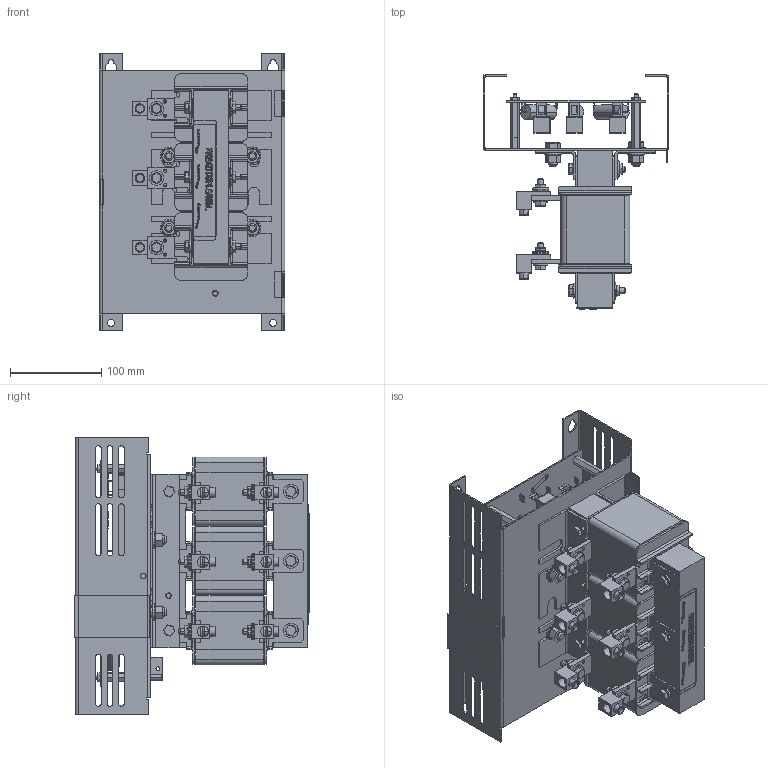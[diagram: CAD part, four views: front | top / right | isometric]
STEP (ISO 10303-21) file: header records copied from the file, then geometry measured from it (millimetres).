
FILE_DESCRIPTION (( 'STEP AP214' ), '1' );
FILE_NAME ('VTF 110A r1 from XT Coordfix.STEP', '2020-01-20T15:37:26', ( '' ), ( '' ), 'SwSTEP 2.0', 'SolidWorks 2017', '' );
FILE_SCHEMA (( 'AUTOMOTIVE_DESIGN' ));
Length unit declared in the file: inch
Products named in the file (1): VTF 110A r1 from XT Coordfix
Bounding box: 203.33 x 258.33 x 304.8 mm (x, y, z)
Volume: 2501720.6 mm3; surface area: 952729.9 mm2
Topology: 80 solids, 92 shells, 5186 faces, 13295 edges, 8359 vertices
Faces by surface type: plane 2433, cylinder 1967, bspline 668, cone 114, torus 4
Entity records: 173642 total; most frequent: CARTESIAN_POINT 45382, ORIENTED_EDGE 26398, DIRECTION 24626, EDGE_CURVE 13199, VERTEX_POINT 8359, AXIS2_PLACEMENT_3D 8353, VECTOR 7920, LINE 7920
